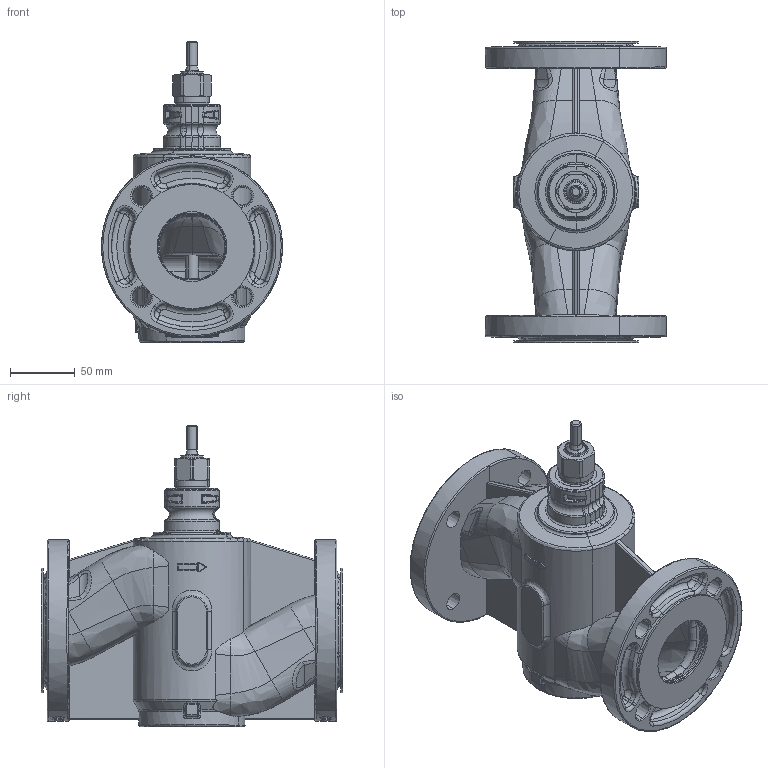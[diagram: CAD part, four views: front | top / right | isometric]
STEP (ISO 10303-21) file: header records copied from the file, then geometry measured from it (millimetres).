
FILE_DESCRIPTION(('CATIA V5 STEP Exchange'),'2;1');
FILE_NAME('VLA325 DN50.stp','2016-09-19T12:35:35+00:00',('none'),('none'),'CATIA Version 5-6 Release 2014 SP4 HF22','CATIA V5 STEP AP203','none');
FILE_SCHEMA(('CONFIG_CONTROL_DESIGN'));
Products named in the file (2): 6137s5; 954-1367s1
Assembly tree (14 placements, depth 3):
  6137s5
    #57
    954-1367s1
      #67886
      #70355  x2
      #70476  x2
      #70850
      #71019
    #71201
    #71930
    #73136
    #73159  x2
Bounding box: 139.96 x 233 x 233.25 mm (x, y, z)
Volume: 983164.6 mm3; surface area: 297014 mm2
Topology: 12 solids, 12 shells, 1528 faces, 3593 edges, 2066 vertices
Faces by surface type: bspline 552, torus 303, cylinder 273, cone 166, plane 138, sphere 36, revolution 32, extrusion 28
Entity records: 73305 total; most frequent: CARTESIAN_POINT 45168, ORIENTED_EDGE 7028, EDGE_CURVE 3514, DIRECTION 3289, VERTEX_POINT 2037, AXIS2_PLACEMENT_3D 1939, B_SPLINE_CURVE_WITH_KNOTS 1803, EDGE_LOOP 1543
